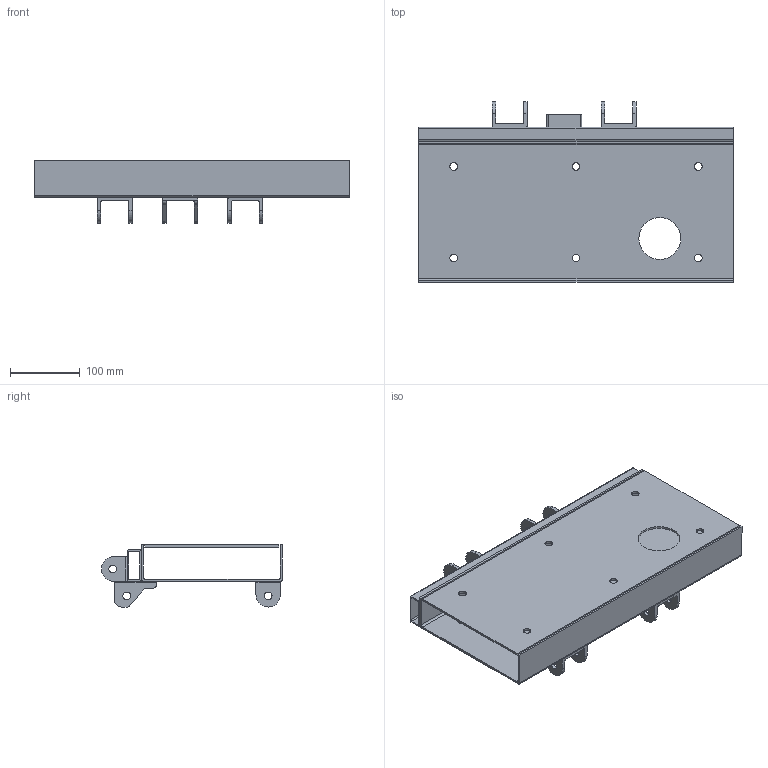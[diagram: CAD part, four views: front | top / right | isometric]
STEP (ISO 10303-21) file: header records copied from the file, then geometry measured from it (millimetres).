
FILE_DESCRIPTION (( 'STEP AP214' ), '1' );
FILE_NAME ('Bracket_U.STEP', '2021-01-11T13:48:09', ( '' ), ( '' ), 'SwSTEP 2.0', 'SolidWorks 2021', '' );
FILE_SCHEMA (( 'AUTOMOTIVE_DESIGN' ));
Length unit declared in the file: millimetre
Products named in the file (9): arm_bracket_final3; arm_bracket_final11; U_bracket_final; Shock_bracket_final; arm_bracket_final4; Flat_part_final; Bracket_U; arm_bracket_final; extension_tube_final
Assembly tree (8 placements, depth 2):
  Bracket_U
    U_bracket_final
    Flat_part_final
    arm_bracket_final
    arm_bracket_final11
    Shock_bracket_final
    extension_tube_final
    arm_bracket_final3
    arm_bracket_final4
Bounding box: 450 x 259 x 89 mm (x, y, z)
Volume: 849711.1 mm3; surface area: 591250 mm2
Topology: 8 solids, 8 shells, 197 faces, 531 edges, 350 vertices
Faces by surface type: plane 102, cylinder 95
Entity records: 6719 total; most frequent: DIRECTION 1135, CARTESIAN_POINT 1119, ORIENTED_EDGE 1062, EDGE_CURVE 531, AXIS2_PLACEMENT_3D 398, VERTEX_POINT 350, LINE 339, VECTOR 339
